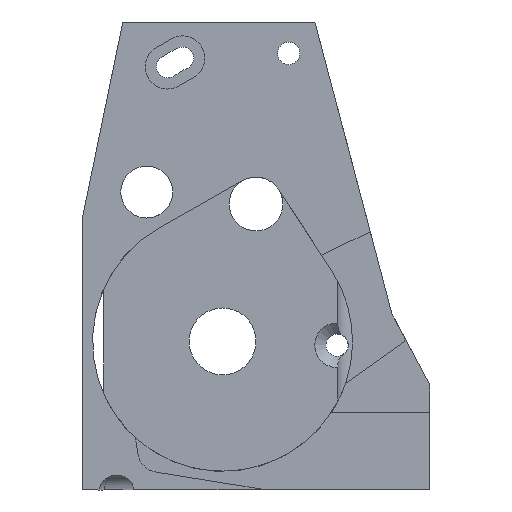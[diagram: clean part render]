
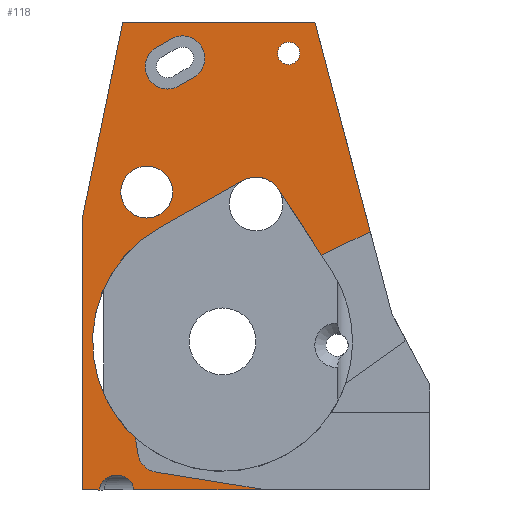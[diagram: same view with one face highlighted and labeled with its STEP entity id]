
A CAD part, front view. The second image highlights one B-rep face of the part: STEP entity #118.
In plain terms, the highlighted planar face has unit normal (0, -1, 0).
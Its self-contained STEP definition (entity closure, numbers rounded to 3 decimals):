
#24 = VERTEX_POINT('',#25);
#25 = CARTESIAN_POINT('',(-16.458,5.,0.));
#49 = VERTEX_POINT('',#50);
#50 = CARTESIAN_POINT('',(-18.56,5.,1.992));
#57 = EDGE_CURVE('',#49,#24,#58,.T.);
#58 = ELLIPSE('',#59,2.309,2.);
#59 = AXIS2_PLACEMENT_3D('',#60,#61,#62);
#60 = CARTESIAN_POINT('',(-18.767,5.,0.));
#61 = DIRECTION('',(0.,1.,0.));
#62 = DIRECTION('',(-1.,0.,0.));
#90 = VERTEX_POINT('',#91);
#91 = CARTESIAN_POINT('',(1.502,5.,0.));
#97 = EDGE_CURVE('',#24,#90,#98,.T.);
#98 = LINE('',#99,#100);
#99 = CARTESIAN_POINT('',(-8.966,5.,0.));
#100 = VECTOR('',#101,1.);
#101 = DIRECTION('',(1.,0.,0.));
#118 = ADVANCED_FACE('',(#119,#264,#275,#311),#322,.F.);
#119 = FACE_BOUND('',#120,.F.);
#120 = EDGE_LOOP('',(#121,#132,#140,#149,#155,#156,#157,#184,#192,#200,
    #208,#216,#224,#232,#240,#249,#257));
#121 = ORIENTED_EDGE('',*,*,#122,.T.);
#122 = EDGE_CURVE('',#123,#125,#127,.T.);
#123 = VERTEX_POINT('',#124);
#124 = CARTESIAN_POINT('',(-18.677,5.,9.741));
#125 = VERTEX_POINT('',#126);
#126 = CARTESIAN_POINT('',(-16.235,5.,7.018));
#127 = CIRCLE('',#128,17.5);
#128 = AXIS2_PLACEMENT_3D('',#129,#130,#131);
#129 = CARTESIAN_POINT('',(-4.5,5.,20.));
#130 = DIRECTION('',(0.,-1.,0.));
#131 = DIRECTION('',(1.,0.,0.));
#132 = ORIENTED_EDGE('',*,*,#133,.F.);
#133 = EDGE_CURVE('',#134,#125,#136,.T.);
#134 = VERTEX_POINT('',#135);
#135 = CARTESIAN_POINT('',(-15.909,5.,4.903));
#136 = LINE('',#137,#138);
#137 = CARTESIAN_POINT('',(-15.909,5.,4.903));
#138 = VECTOR('',#139,1.);
#139 = DIRECTION('',(-0.152,0.,0.988)
  );
#140 = ORIENTED_EDGE('',*,*,#141,.F.);
#141 = EDGE_CURVE('',#142,#134,#144,.T.);
#142 = VERTEX_POINT('',#143);
#143 = CARTESIAN_POINT('',(-13.42,5.,2.397));
#144 = CIRCLE('',#145,3.);
#145 = AXIS2_PLACEMENT_3D('',#146,#147,#148);
#146 = CARTESIAN_POINT('',(-12.944,5.,5.359));
#147 = DIRECTION('',(0.,1.,0.));
#148 = DIRECTION('',(-0.159,0.,-0.987
    ));
#149 = ORIENTED_EDGE('',*,*,#150,.F.);
#150 = EDGE_CURVE('',#90,#142,#151,.T.);
#151 = LINE('',#152,#153);
#152 = CARTESIAN_POINT('',(-10.79,5.,1.975));
#153 = VECTOR('',#154,1.);
#154 = DIRECTION('',(-0.987,0.,0.159)
  );
#155 = ORIENTED_EDGE('',*,*,#97,.F.);
#156 = ORIENTED_EDGE('',*,*,#57,.F.);
#157 = ORIENTED_EDGE('',*,*,#158,.F.);
#158 = EDGE_CURVE('',#159,#49,#161,.T.);
#159 = VERTEX_POINT('',#160);
#160 = CARTESIAN_POINT('',(-21.034,5.,0.));
#161 = B_SPLINE_CURVE_WITH_KNOTS('',6,(#162,#163,#164,#165,#166,#167,
    #168,#169,#170,#171,#172,#173,#174,#175,#176,#177,#178,#179,#180,
    #181,#182,#183),.UNSPECIFIED.,.F.,.F.,(7,5,5,5,7),(0.,0.311
    ,0.478,0.659,1.),.UNSPECIFIED.);
#162 = CARTESIAN_POINT('',(-21.034,5.,0.));
#163 = CARTESIAN_POINT('',(-21.034,5.,0.182));
#164 = CARTESIAN_POINT('',(-21.012,5.,0.365));
#165 = CARTESIAN_POINT('',(-20.967,5.,0.544));
#166 = CARTESIAN_POINT('',(-20.901,5.,0.717));
#167 = CARTESIAN_POINT('',(-20.815,5.,0.88));
#168 = CARTESIAN_POINT('',(-20.657,5.,1.114));
#169 = CARTESIAN_POINT('',(-20.597,5.,1.193));
#170 = CARTESIAN_POINT('',(-20.532,5.,1.268));
#171 = CARTESIAN_POINT('',(-20.462,5.,1.339));
#172 = CARTESIAN_POINT('',(-20.389,5.,1.406));
#173 = CARTESIAN_POINT('',(-20.229,5.,1.537));
#174 = CARTESIAN_POINT('',(-20.142,5.,1.6));
#175 = CARTESIAN_POINT('',(-20.052,5.,1.658));
#176 = CARTESIAN_POINT('',(-19.958,5.,1.711));
#177 = CARTESIAN_POINT('',(-19.861,5.,1.758));
#178 = CARTESIAN_POINT('',(-19.574,5.,1.881));
#179 = CARTESIAN_POINT('',(-19.378,5.,1.941));
#180 = CARTESIAN_POINT('',(-19.176,5.,1.983));
#181 = CARTESIAN_POINT('',(-18.971,5.,2.005));
#182 = CARTESIAN_POINT('',(-18.764,5.,2.008));
#183 = CARTESIAN_POINT('',(-18.56,5.,1.992));
#184 = ORIENTED_EDGE('',*,*,#185,.F.);
#185 = EDGE_CURVE('',#186,#159,#188,.T.);
#186 = VERTEX_POINT('',#187);
#187 = CARTESIAN_POINT('',(-23.386,5.,0.));
#188 = LINE('',#189,#190);
#189 = CARTESIAN_POINT('',(-8.966,5.,0.));
#190 = VECTOR('',#191,1.);
#191 = DIRECTION('',(1.,0.,0.));
#192 = ORIENTED_EDGE('',*,*,#193,.T.);
#193 = EDGE_CURVE('',#186,#194,#196,.T.);
#194 = VERTEX_POINT('',#195);
#195 = CARTESIAN_POINT('',(-23.386,5.,36.604));
#196 = LINE('',#197,#198);
#197 = CARTESIAN_POINT('',(-23.386,5.,15.702));
#198 = VECTOR('',#199,1.);
#199 = DIRECTION('',(0.,0.,1.));
#200 = ORIENTED_EDGE('',*,*,#201,.F.);
#201 = EDGE_CURVE('',#202,#194,#204,.T.);
#202 = VERTEX_POINT('',#203);
#203 = CARTESIAN_POINT('',(-17.939,5.,63.));
#204 = LINE('',#205,#206);
#205 = CARTESIAN_POINT('',(-23.577,5.,35.679));
#206 = VECTOR('',#207,1.);
#207 = DIRECTION('',(-0.202,0.,-0.979)
  );
#208 = ORIENTED_EDGE('',*,*,#209,.F.);
#209 = EDGE_CURVE('',#210,#202,#212,.T.);
#210 = VERTEX_POINT('',#211);
#211 = CARTESIAN_POINT('',(7.939,5.,63.));
#212 = LINE('',#213,#214);
#213 = CARTESIAN_POINT('',(-7.905,5.,63.));
#214 = VECTOR('',#215,1.);
#215 = DIRECTION('',(-1.,0.,0.));
#216 = ORIENTED_EDGE('',*,*,#217,.F.);
#217 = EDGE_CURVE('',#218,#210,#220,.T.);
#218 = VERTEX_POINT('',#219);
#219 = CARTESIAN_POINT('',(15.373,5.,34.772));
#220 = LINE('',#221,#222);
#221 = CARTESIAN_POINT('',(13.993,5.,40.013));
#222 = VECTOR('',#223,1.);
#223 = DIRECTION('',(-0.255,0.,0.967)
  );
#224 = ORIENTED_EDGE('',*,*,#225,.F.);
#225 = EDGE_CURVE('',#226,#218,#228,.T.);
#226 = VERTEX_POINT('',#227);
#227 = CARTESIAN_POINT('',(8.818,5.,31.615));
#228 = LINE('',#229,#230);
#229 = CARTESIAN_POINT('',(1.,5.,27.85));
#230 = VECTOR('',#231,1.);
#231 = DIRECTION('',(0.901,0.,0.434));
#232 = ORIENTED_EDGE('',*,*,#233,.F.);
#233 = EDGE_CURVE('',#234,#226,#236,.T.);
#234 = VERTEX_POINT('',#235);
#235 = CARTESIAN_POINT('',(3.036,5.,40.48));
#236 = LINE('',#237,#238);
#237 = CARTESIAN_POINT('',(3.036,5.,40.48));
#238 = VECTOR('',#239,1.);
#239 = DIRECTION('',(0.546,0.,-0.838)
  );
#240 = ORIENTED_EDGE('',*,*,#241,.T.);
#241 = EDGE_CURVE('',#234,#242,#244,.T.);
#242 = VERTEX_POINT('',#243);
#243 = CARTESIAN_POINT('',(-1.788,5.,41.654));
#244 = CIRCLE('',#245,3.625);
#245 = AXIS2_PLACEMENT_3D('',#246,#247,#248);
#246 = CARTESIAN_POINT('',(0.,5.,38.5));
#247 = DIRECTION('',(0.,-1.,0.));
#248 = DIRECTION('',(1.,0.,0.));
#249 = ORIENTED_EDGE('',*,*,#250,.F.);
#250 = EDGE_CURVE('',#251,#242,#253,.T.);
#251 = VERTEX_POINT('',#252);
#252 = CARTESIAN_POINT('',(-13.13,5.,35.224));
#253 = LINE('',#254,#255);
#254 = CARTESIAN_POINT('',(-13.13,5.,35.224));
#255 = VECTOR('',#256,1.);
#256 = DIRECTION('',(0.87,0.,0.493));
#257 = ORIENTED_EDGE('',*,*,#258,.T.);
#258 = EDGE_CURVE('',#251,#123,#259,.T.);
#259 = CIRCLE('',#260,17.5);
#260 = AXIS2_PLACEMENT_3D('',#261,#262,#263);
#261 = CARTESIAN_POINT('',(-4.5,5.,20.));
#262 = DIRECTION('',(0.,-1.,0.));
#263 = DIRECTION('',(1.,0.,0.));
#264 = FACE_BOUND('',#265,.F.);
#265 = EDGE_LOOP('',(#266));
#266 = ORIENTED_EDGE('',*,*,#267,.T.);
#267 = EDGE_CURVE('',#268,#268,#270,.T.);
#268 = VERTEX_POINT('',#269);
#269 = CARTESIAN_POINT('',(-11.205,5.,40.11));
#270 = CIRCLE('',#271,3.5);
#271 = AXIS2_PLACEMENT_3D('',#272,#273,#274);
#272 = CARTESIAN_POINT('',(-14.705,5.,40.11));
#273 = DIRECTION('',(0.,-1.,0.));
#274 = DIRECTION('',(1.,0.,0.));
#275 = FACE_BOUND('',#276,.F.);
#276 = EDGE_LOOP('',(#277,#288,#296,#305));
#277 = ORIENTED_EDGE('',*,*,#278,.F.);
#278 = EDGE_CURVE('',#279,#281,#283,.T.);
#279 = VERTEX_POINT('',#280);
#280 = CARTESIAN_POINT('',(-10.429,5.,54.366));
#281 = VERTEX_POINT('',#282);
#282 = CARTESIAN_POINT('',(-13.412,5.,59.572));
#283 = CIRCLE('',#284,3.);
#284 = AXIS2_PLACEMENT_3D('',#285,#286,#287);
#285 = CARTESIAN_POINT('',(-11.921,5.,56.969));
#286 = DIRECTION('',(0.,1.,0.));
#287 = DIRECTION('',(-1.,0.,0.));
#288 = ORIENTED_EDGE('',*,*,#289,.F.);
#289 = EDGE_CURVE('',#290,#279,#292,.T.);
#290 = VERTEX_POINT('',#291);
#291 = CARTESIAN_POINT('',(-8.399,5.,55.53));
#292 = LINE('',#293,#294);
#293 = CARTESIAN_POINT('',(-8.399,5.,55.53));
#294 = VECTOR('',#295,1.);
#295 = DIRECTION('',(-0.868,0.,-0.497)
  );
#296 = ORIENTED_EDGE('',*,*,#297,.F.);
#297 = EDGE_CURVE('',#298,#290,#300,.T.);
#298 = VERTEX_POINT('',#299);
#299 = CARTESIAN_POINT('',(-11.382,5.,60.736));
#300 = CIRCLE('',#301,3.);
#301 = AXIS2_PLACEMENT_3D('',#302,#303,#304);
#302 = CARTESIAN_POINT('',(-9.89,5.,58.133));
#303 = DIRECTION('',(0.,1.,0.));
#304 = DIRECTION('',(-1.,0.,0.));
#305 = ORIENTED_EDGE('',*,*,#306,.F.);
#306 = EDGE_CURVE('',#281,#298,#307,.T.);
#307 = LINE('',#308,#309);
#308 = CARTESIAN_POINT('',(-13.412,5.,59.572));
#309 = VECTOR('',#310,1.);
#310 = DIRECTION('',(0.868,0.,0.497));
#311 = FACE_BOUND('',#312,.F.);
#312 = EDGE_LOOP('',(#313));
#313 = ORIENTED_EDGE('',*,*,#314,.F.);
#314 = EDGE_CURVE('',#315,#315,#317,.T.);
#315 = VERTEX_POINT('',#316);
#316 = CARTESIAN_POINT('',(2.887,5.,58.768));
#317 = CIRCLE('',#318,1.5);
#318 = AXIS2_PLACEMENT_3D('',#319,#320,#321);
#319 = CARTESIAN_POINT('',(4.387,5.,58.768));
#320 = DIRECTION('',(0.,1.,0.));
#321 = DIRECTION('',(-1.,0.,0.));
#322 = PLANE('',#323);
#323 = AXIS2_PLACEMENT_3D('',#324,#325,#326);
#324 = CARTESIAN_POINT('',(-10.81,5.,31.405));
#325 = DIRECTION('',(0.,1.,0.));
#326 = DIRECTION('',(0.,0.,1.));
